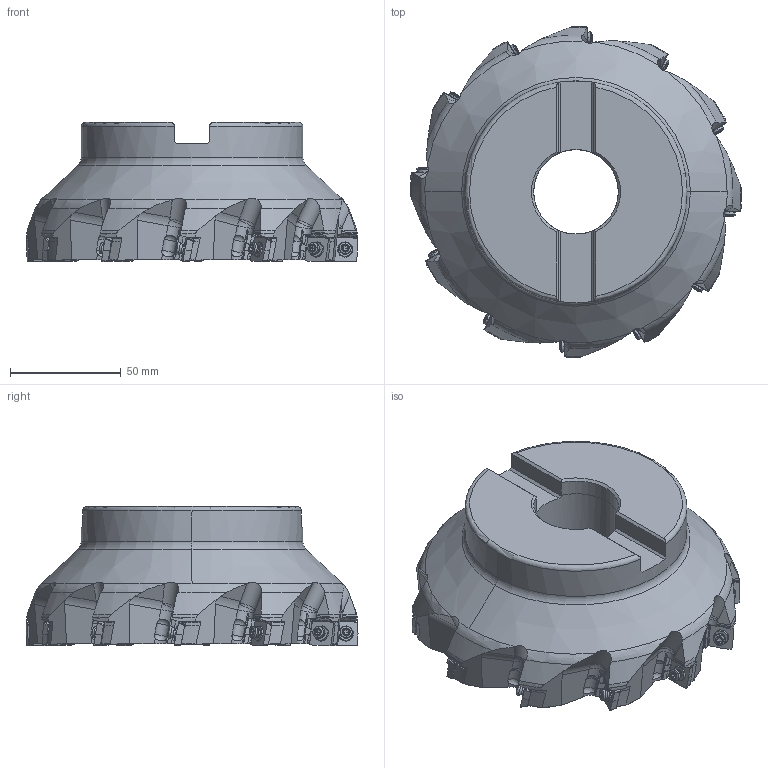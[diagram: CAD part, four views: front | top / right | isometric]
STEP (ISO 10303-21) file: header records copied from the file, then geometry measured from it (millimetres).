
FILE_DESCRIPTION(/* description */ (''),/* implementation_level */ '2;1');
FILE_NAME(/* name */ 'ASX400R0612E.stp',/* time_stamp */ '2021-09-08T11:41:56+09:00',/* author */ (''),/* organization */ (''),/* preprocessor_version */ 'ST-DEVELOPER v16',/* originating_system */ 'SIEMENS PLM Software NX 10.0',/* authorisation */ '');
FILE_SCHEMA (('AUTOMOTIVE_DESIGN { 1 0 10303 214 3 1 1 1 }'));
Products named in the file (1): ASX400R0612E_ASM
Bounding box: 149.2 x 149.7 x 62.72 mm (x, y, z)
Volume: 526721.2 mm3; surface area: 70304.3 mm2
Topology: 37 solids, 37 shells, 1732 faces, 5023 edges, 3432 vertices
Faces by surface type: plane 680, cylinder 586, cone 240, torus 94, sphere 60, extrusion 48, bspline 24
Entity records: 70973 total; most frequent: CARTESIAN_POINT 25086, ORIENTED_EDGE 9782, DIRECTION 8932, EDGE_CURVE 4891, AXIS2_PLACEMENT_3D 3422, VERTEX_POINT 3305, VECTOR 2088, LINE 2040
